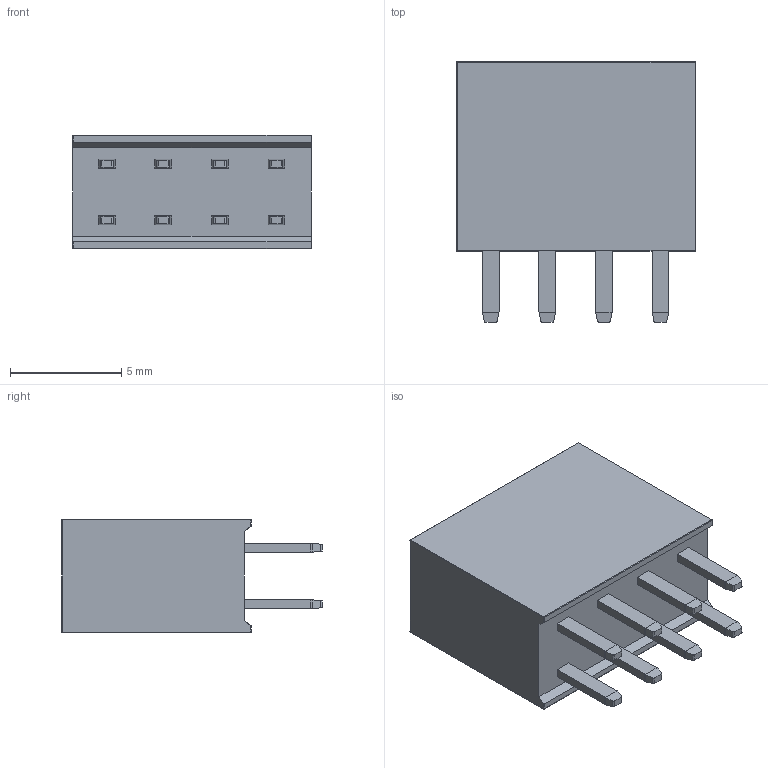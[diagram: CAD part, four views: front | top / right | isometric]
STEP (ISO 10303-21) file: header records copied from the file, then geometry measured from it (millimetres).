
FILE_DESCRIPTION(('FreeCAD Model'),'2;1');
FILE_NAME('female_header_4x2.step','2016-12-09T12:49:08',('Author'),( ''),'Open CASCADE STEP processor 6.8','FreeCAD','Unknown');
FILE_SCHEMA(('AUTOMOTIVE_DESIGN_CC2 { 1 2 10303 214 -1 1 5 4 }'));
Length unit declared in the file: millimetre
Products named in the file (2): ASSEMBLY; female_header_4x2
Assembly tree (1 placements, depth 2):
  ASSEMBLY
    female_header_4x2
Bounding box: 10.7 x 11.7 x 5.08 mm (x, y, z)
Volume: 427.8 mm3; surface area: 584 mm2
Topology: 1 solids, 1 shells, 199 faces, 471 edges, 286 vertices
Faces by surface type: plane 154, cylinder 41, bspline 4
Entity records: 16850 total; most frequent: CARTESIAN_POINT 6292, DIRECTION 1601, LINE 1077, VECTOR 1077, ORIENTED_EDGE 934, PCURVE 934, DEFINITIONAL_REPRESENTATION 934, EDGE_CURVE 467
